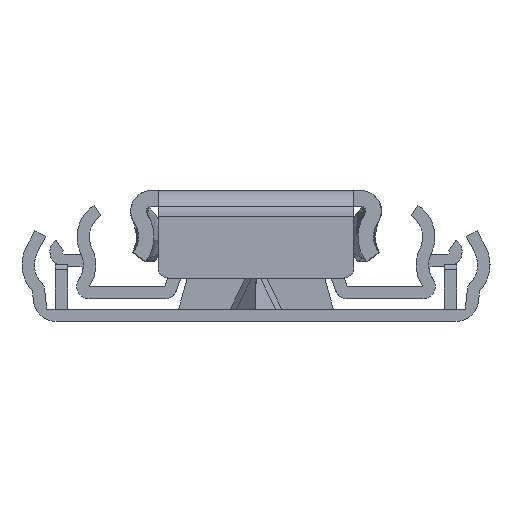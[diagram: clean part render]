
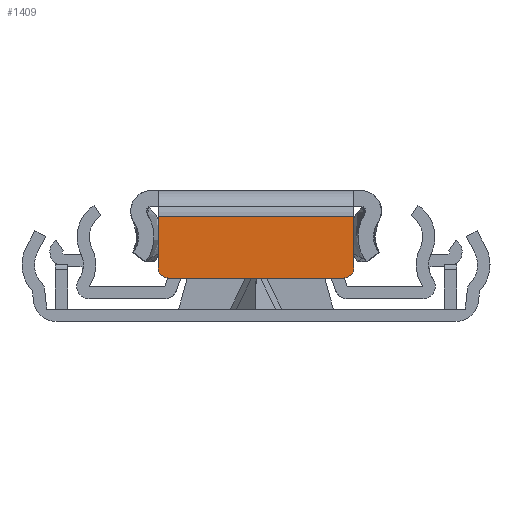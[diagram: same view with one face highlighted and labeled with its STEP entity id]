
A CAD part, left-side view. The second image highlights one B-rep face of the part: STEP entity #1409.
In plain terms, the highlighted planar face has unit normal (-1, 0, 0).
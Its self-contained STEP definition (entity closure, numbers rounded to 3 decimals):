
#90 = EDGE_CURVE ( 'NONE', #7550, #12627, #7920, .T. ) ;
#547 = VERTEX_POINT ( 'NONE', #7446 ) ;
#994 = CARTESIAN_POINT ( 'NONE',  ( 97., -9.5, 0.75 ) ) ;
#1134 = CARTESIAN_POINT ( 'NONE',  ( 97., 9.5, -1.75 ) ) ;
#1409 = ADVANCED_FACE ( 'NONE', ( #13550 ), #12980, .F. ) ;
#1669 = DIRECTION ( 'NONE',  ( 0., 1., 0. ) ) ;
#1740 = VECTOR ( 'NONE', #1669, 1000. ) ;
#1748 = AXIS2_PLACEMENT_3D ( 'NONE', #8718, #2090, #9827 ) ;
#2087 = LINE ( 'NONE', #2779, #1740 ) ;
#2090 = DIRECTION ( 'NONE',  ( -1., 0., 0. ) ) ;
#2131 = CIRCLE ( 'NONE', #1748, 1. ) ;
#2177 = VECTOR ( 'NONE', #4350, 1000. ) ;
#2286 = AXIS2_PLACEMENT_3D ( 'NONE', #9681, #6410, #14087 ) ;
#2519 = AXIS2_PLACEMENT_3D ( 'NONE', #4424, #12114, #5531 ) ;
#2520 = LINE ( 'NONE', #994, #2177 ) ;
#2779 = CARTESIAN_POINT ( 'NONE',  ( 97., 9.5, -1.75 ) ) ;
#3040 = EDGE_CURVE ( 'NONE', #547, #9121, #2520, .T. ) ;
#3368 = EDGE_CURVE ( 'NONE', #12244, #7732, #10473, .T. ) ;
#4183 = CARTESIAN_POINT ( 'NONE',  ( 97., -8.5, -7.75 ) ) ;
#4350 = DIRECTION ( 'NONE',  ( 0., 0., 1. ) ) ;
#4424 = CARTESIAN_POINT ( 'NONE',  ( 97., 8.5, -6.75 ) ) ;
#4594 = VECTOR ( 'NONE', #8946, 1000. ) ;
#4845 = ORIENTED_EDGE ( 'NONE', *, *, #3368, .F. ) ;
#5338 = ORIENTED_EDGE ( 'NONE', *, *, #8190, .T. ) ;
#5531 = DIRECTION ( 'NONE',  ( 0., 0., -1. ) ) ;
#6410 = DIRECTION ( 'NONE',  ( 1., 0., 0. ) ) ;
#6420 = CARTESIAN_POINT ( 'NONE',  ( 97., 8.5, -7.75 ) ) ;
#7446 = CARTESIAN_POINT ( 'NONE',  ( 97., -9.5, -6.75 ) ) ;
#7550 = VERTEX_POINT ( 'NONE', #6420 ) ;
#7578 = VECTOR ( 'NONE', #7704, 1000. ) ;
#7704 = DIRECTION ( 'NONE',  ( 0., -1., 0. ) ) ;
#7732 = VERTEX_POINT ( 'NONE', #1134 ) ;
#7920 = LINE ( 'NONE', #11885, #7578 ) ;
#8126 = CARTESIAN_POINT ( 'NONE',  ( 97., -9.5, -1.75 ) ) ;
#8190 = EDGE_CURVE ( 'NONE', #12627, #547, #2131, .T. ) ;
#8718 = CARTESIAN_POINT ( 'NONE',  ( 97., -8.5, -6.75 ) ) ;
#8946 = DIRECTION ( 'NONE',  ( 0., 0., 1. ) ) ;
#9093 = ORIENTED_EDGE ( 'NONE', *, *, #13917, .T. ) ;
#9121 = VERTEX_POINT ( 'NONE', #8126 ) ;
#9681 = CARTESIAN_POINT ( 'NONE',  ( 97., 9.5, 0.75 ) ) ;
#9827 = DIRECTION ( 'NONE',  ( 0., 0., -1. ) ) ;
#10043 = CARTESIAN_POINT ( 'NONE',  ( 97., 9.5, 0.75 ) ) ;
#10473 = LINE ( 'NONE', #10043, #4594 ) ;
#10894 = ORIENTED_EDGE ( 'NONE', *, *, #12420, .T. ) ;
#11451 = CIRCLE ( 'NONE', #2519, 1. ) ;
#11742 = ORIENTED_EDGE ( 'NONE', *, *, #90, .T. ) ;
#11885 = CARTESIAN_POINT ( 'NONE',  ( 97., 9.5, -7.75 ) ) ;
#11914 = EDGE_LOOP ( 'NONE', ( #11742, #5338, #12084, #9093, #4845, #10894 ) ) ;
#12084 = ORIENTED_EDGE ( 'NONE', *, *, #3040, .T. ) ;
#12114 = DIRECTION ( 'NONE',  ( -1., 0., 0. ) ) ;
#12244 = VERTEX_POINT ( 'NONE', #12976 ) ;
#12420 = EDGE_CURVE ( 'NONE', #12244, #7550, #11451, .T. ) ;
#12627 = VERTEX_POINT ( 'NONE', #4183 ) ;
#12976 = CARTESIAN_POINT ( 'NONE',  ( 97., 9.5, -6.75 ) ) ;
#12980 = PLANE ( 'NONE',  #2286 ) ;
#13550 = FACE_OUTER_BOUND ( 'NONE', #11914, .T. ) ;
#13917 = EDGE_CURVE ( 'NONE', #9121, #7732, #2087, .T. ) ;
#14087 = DIRECTION ( 'NONE',  ( 0., 0., -1. ) ) ;
